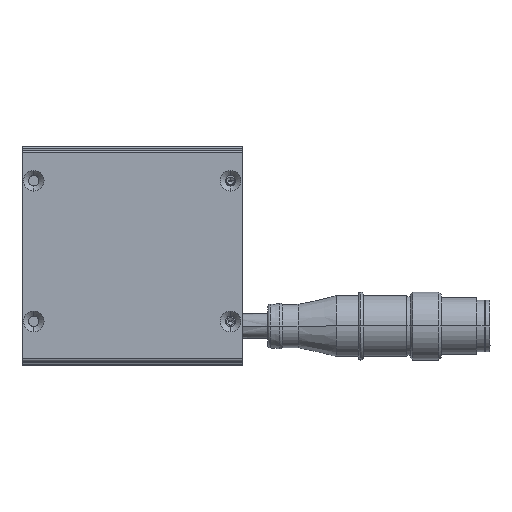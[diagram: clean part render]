
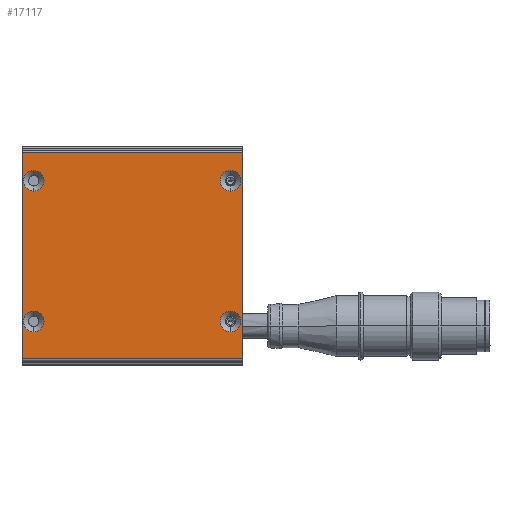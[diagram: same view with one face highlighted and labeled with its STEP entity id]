
A CAD part, top view. The second image highlights one B-rep face of the part: STEP entity #17117.
In plain terms, the highlighted face is planar.
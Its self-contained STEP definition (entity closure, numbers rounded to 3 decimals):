
#65 = LINE ( 'NONE', #1277, #10388 ) ;
#280 = CARTESIAN_POINT ( 'NONE',  ( 2.5, 2., -36.5 ) ) ;
#592 = FACE_BOUND ( 'NONE', #14375, .T. ) ;
#662 = EDGE_CURVE ( 'NONE', #2213, #14842, #65, .T. ) ;
#869 = EDGE_CURVE ( 'NONE', #16977, #17400, #16790, .T. ) ;
#1028 = FACE_BOUND ( 'NONE', #3097, .T. ) ;
#1096 = DIRECTION ( 'NONE',  ( -1., 0., 0. ) ) ;
#1203 = VECTOR ( 'NONE', #11545, 1000. ) ;
#1209 = EDGE_CURVE ( 'NONE', #1456, #4836, #8701, .T. ) ;
#1277 = CARTESIAN_POINT ( 'NONE',  ( 0., 2., -0.5 ) ) ;
#1456 = VERTEX_POINT ( 'NONE', #7342 ) ;
#1649 = DIRECTION ( 'NONE',  ( 0., 0., 1. ) ) ;
#1665 = EDGE_CURVE ( 'NONE', #11840, #7026, #8262, .T. ) ;
#1738 = CARTESIAN_POINT ( 'NONE',  ( 44.5, 2., -38.7 ) ) ;
#1763 = ORIENTED_EDGE ( 'NONE', *, *, #8468, .F. ) ;
#1764 = ORIENTED_EDGE ( 'NONE', *, *, #1665, .F. ) ;
#1912 = EDGE_LOOP ( 'NONE', ( #2507, #16820, #12465, #5466 ) ) ;
#1919 = DIRECTION ( 'NONE',  ( 0., 0., -1. ) ) ;
#2104 = CARTESIAN_POINT ( 'NONE',  ( 0., 2., 0. ) ) ;
#2181 = AXIS2_PLACEMENT_3D ( 'NONE', #6650, #16078, #8013 ) ;
#2213 = VERTEX_POINT ( 'NONE', #17107 ) ;
#2299 = CIRCLE ( 'NONE', #15132, 2.2 ) ;
#2419 = VERTEX_POINT ( 'NONE', #4130 ) ;
#2499 = DIRECTION ( 'NONE',  ( 0., 1., 0. ) ) ;
#2507 = ORIENTED_EDGE ( 'NONE', *, *, #8088, .T. ) ;
#2641 = DIRECTION ( 'NONE',  ( 1., 0., 0. ) ) ;
#2911 = ORIENTED_EDGE ( 'NONE', *, *, #869, .F. ) ;
#3097 = EDGE_LOOP ( 'NONE', ( #2911, #4981 ) ) ;
#3538 = CIRCLE ( 'NONE', #10486, 2.2 ) ;
#3611 = VERTEX_POINT ( 'NONE', #4596 ) ;
#3703 = CIRCLE ( 'NONE', #9406, 2.2 ) ;
#3750 = CARTESIAN_POINT ( 'NONE',  ( 44.5, 2., -4.3 ) ) ;
#3947 = LINE ( 'NONE', #15958, #10681 ) ;
#4044 = CARTESIAN_POINT ( 'NONE',  ( 44.5, 2., -36.5 ) ) ;
#4130 = CARTESIAN_POINT ( 'NONE',  ( 2.5, 2., -34.3 ) ) ;
#4196 = FACE_BOUND ( 'NONE', #8692, .T. ) ;
#4401 = CARTESIAN_POINT ( 'NONE',  ( 44.5, 2., -36.5 ) ) ;
#4519 = VERTEX_POINT ( 'NONE', #16873 ) ;
#4596 = CARTESIAN_POINT ( 'NONE',  ( 2.5, 2., -38.7 ) ) ;
#4836 = VERTEX_POINT ( 'NONE', #13655 ) ;
#4981 = ORIENTED_EDGE ( 'NONE', *, *, #13169, .F. ) ;
#5361 = DIRECTION ( 'NONE',  ( 0., 0., 1. ) ) ;
#5391 = EDGE_CURVE ( 'NONE', #14842, #10189, #15343, .T. ) ;
#5466 = ORIENTED_EDGE ( 'NONE', *, *, #5675, .T. ) ;
#5485 = CARTESIAN_POINT ( 'NONE',  ( 2.5, 2., -36.5 ) ) ;
#5587 = DIRECTION ( 'NONE',  ( 0., 1., 0. ) ) ;
#5675 = EDGE_CURVE ( 'NONE', #10189, #4519, #3947, .T. ) ;
#5723 = DIRECTION ( 'NONE',  ( 0., 0., 1. ) ) ;
#5947 = AXIS2_PLACEMENT_3D ( 'NONE', #15871, #7809, #17256 ) ;
#6544 = PLANE ( 'NONE',  #13022 ) ;
#6609 = AXIS2_PLACEMENT_3D ( 'NONE', #10542, #2499, #11913 ) ;
#6650 = CARTESIAN_POINT ( 'NONE',  ( 44.5, 2., -6.5 ) ) ;
#6882 = DIRECTION ( 'NONE',  ( 0., 0., 1. ) ) ;
#7026 = VERTEX_POINT ( 'NONE', #15941 ) ;
#7342 = CARTESIAN_POINT ( 'NONE',  ( 2.5, 2., -8.7 ) ) ;
#7387 = AXIS2_PLACEMENT_3D ( 'NONE', #13685, #5587, #15035 ) ;
#7776 = FACE_BOUND ( 'NONE', #16776, .T. ) ;
#7809 = DIRECTION ( 'NONE',  ( 0., 1., 0. ) ) ;
#7906 = DIRECTION ( 'NONE',  ( 0., 0., -1. ) ) ;
#8013 = DIRECTION ( 'NONE',  ( 0., 0., 1. ) ) ;
#8088 = EDGE_CURVE ( 'NONE', #4519, #2213, #8370, .T. ) ;
#8173 = VECTOR ( 'NONE', #1919, 1000. ) ;
#8262 = CIRCLE ( 'NONE', #6609, 2.2 ) ;
#8355 = EDGE_CURVE ( 'NONE', #7026, #11840, #10668, .T. ) ;
#8370 = LINE ( 'NONE', #2104, #1203 ) ;
#8468 = EDGE_CURVE ( 'NONE', #2419, #3611, #3703, .T. ) ;
#8614 = CIRCLE ( 'NONE', #7387, 2.2 ) ;
#8634 = CARTESIAN_POINT ( 'NONE',  ( 47., 2., 0. ) ) ;
#8692 = EDGE_LOOP ( 'NONE', ( #9980, #10658 ) ) ;
#8701 = CIRCLE ( 'NONE', #5947, 2.2 ) ;
#9406 = AXIS2_PLACEMENT_3D ( 'NONE', #5485, #14956, #6882 ) ;
#9697 = DIRECTION ( 'NONE',  ( 0., 1., 0. ) ) ;
#9980 = ORIENTED_EDGE ( 'NONE', *, *, #16692, .F. ) ;
#10189 = VERTEX_POINT ( 'NONE', #10717 ) ;
#10388 = VECTOR ( 'NONE', #2641, 1000. ) ;
#10486 = AXIS2_PLACEMENT_3D ( 'NONE', #280, #9697, #1649 ) ;
#10542 = CARTESIAN_POINT ( 'NONE',  ( 44.5, 2., -6.5 ) ) ;
#10658 = ORIENTED_EDGE ( 'NONE', *, *, #1209, .F. ) ;
#10668 = CIRCLE ( 'NONE', #2181, 2.2 ) ;
#10681 = VECTOR ( 'NONE', #1096, 1000. ) ;
#10717 = CARTESIAN_POINT ( 'NONE',  ( 47., 2., -44.5 ) ) ;
#11157 = AXIS2_PLACEMENT_3D ( 'NONE', #4401, #13814, #5723 ) ;
#11545 = DIRECTION ( 'NONE',  ( 0., 0., 1. ) ) ;
#11840 = VERTEX_POINT ( 'NONE', #3750 ) ;
#11913 = DIRECTION ( 'NONE',  ( 0., 0., 1. ) ) ;
#12465 = ORIENTED_EDGE ( 'NONE', *, *, #5391, .T. ) ;
#13022 = AXIS2_PLACEMENT_3D ( 'NONE', #13260, #15985, #7906 ) ;
#13169 = EDGE_CURVE ( 'NONE', #17400, #16977, #2299, .T. ) ;
#13260 = CARTESIAN_POINT ( 'NONE',  ( 0., 2., 0. ) ) ;
#13465 = DIRECTION ( 'NONE',  ( 0., 1., 0. ) ) ;
#13655 = CARTESIAN_POINT ( 'NONE',  ( 2.5, 2., -4.3 ) ) ;
#13674 = EDGE_CURVE ( 'NONE', #3611, #2419, #3538, .T. ) ;
#13685 = CARTESIAN_POINT ( 'NONE',  ( 2.5, 2., -6.5 ) ) ;
#13814 = DIRECTION ( 'NONE',  ( 0., 1., 0. ) ) ;
#14375 = EDGE_LOOP ( 'NONE', ( #1764, #15383 ) ) ;
#14517 = FACE_OUTER_BOUND ( 'NONE', #1912, .T. ) ;
#14842 = VERTEX_POINT ( 'NONE', #14944 ) ;
#14944 = CARTESIAN_POINT ( 'NONE',  ( 47., 2., -0.5 ) ) ;
#14956 = DIRECTION ( 'NONE',  ( 0., 1., 0. ) ) ;
#15035 = DIRECTION ( 'NONE',  ( 0., 0., 1. ) ) ;
#15132 = AXIS2_PLACEMENT_3D ( 'NONE', #4044, #13465, #5361 ) ;
#15343 = LINE ( 'NONE', #8634, #8173 ) ;
#15383 = ORIENTED_EDGE ( 'NONE', *, *, #8355, .F. ) ;
#15871 = CARTESIAN_POINT ( 'NONE',  ( 2.5, 2., -6.5 ) ) ;
#15941 = CARTESIAN_POINT ( 'NONE',  ( 44.5, 2., -8.7 ) ) ;
#15958 = CARTESIAN_POINT ( 'NONE',  ( 0., 2., -44.5 ) ) ;
#15985 = DIRECTION ( 'NONE',  ( 0., -1., 0. ) ) ;
#16078 = DIRECTION ( 'NONE',  ( 0., 1., 0. ) ) ;
#16692 = EDGE_CURVE ( 'NONE', #4836, #1456, #8614, .T. ) ;
#16708 = ORIENTED_EDGE ( 'NONE', *, *, #13674, .F. ) ;
#16776 = EDGE_LOOP ( 'NONE', ( #1763, #16708 ) ) ;
#16790 = CIRCLE ( 'NONE', #11157, 2.2 ) ;
#16820 = ORIENTED_EDGE ( 'NONE', *, *, #662, .T. ) ;
#16873 = CARTESIAN_POINT ( 'NONE',  ( 0., 2., -44.5 ) ) ;
#16977 = VERTEX_POINT ( 'NONE', #17109 ) ;
#17107 = CARTESIAN_POINT ( 'NONE',  ( 0., 2., -0.5 ) ) ;
#17109 = CARTESIAN_POINT ( 'NONE',  ( 44.5, 2., -34.3 ) ) ;
#17117 = ADVANCED_FACE ( 'NONE', ( #7776, #4196, #1028, #592, #14517 ), #6544, .F. ) ;
#17256 = DIRECTION ( 'NONE',  ( 0., 0., 1. ) ) ;
#17400 = VERTEX_POINT ( 'NONE', #1738 ) ;
